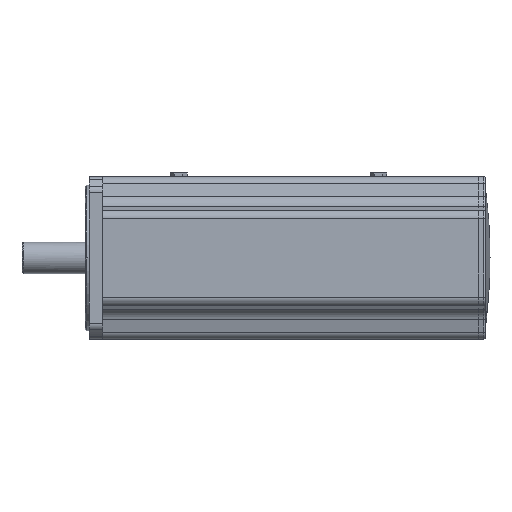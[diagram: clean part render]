
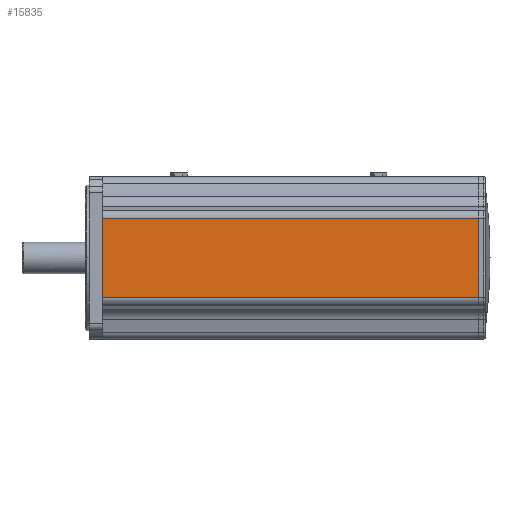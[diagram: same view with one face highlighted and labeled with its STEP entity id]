
A CAD part, front view. The second image highlights one B-rep face of the part: STEP entity #15835.
In plain terms, the highlighted planar face has unit normal (0, -1, 0).
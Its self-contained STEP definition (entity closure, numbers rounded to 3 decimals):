
#15200=DIRECTION('',(-1.,0.,0.));
#15201=VECTOR('',#15200,336.);
#15202=CARTESIAN_POINT('',(408.,-72.5,-34.941));
#15203=LINE('',#15202,#15201);
#15204=DIRECTION('',(0.,0.,1.));
#15205=VECTOR('',#15204,69.883);
#15206=CARTESIAN_POINT('',(72.,-72.5,-34.941));
#15207=LINE('',#15206,#15205);
#15208=DIRECTION('',(-1.,0.,0.));
#15209=VECTOR('',#15208,336.);
#15210=CARTESIAN_POINT('',(408.,-72.5,34.941));
#15211=LINE('',#15210,#15209);
#15212=DIRECTION('',(0.,0.,-1.));
#15213=VECTOR('',#15212,69.883);
#15214=CARTESIAN_POINT('',(408.,-72.5,34.941));
#15215=LINE('',#15214,#15213);
#15485=CARTESIAN_POINT('',(72.,-72.5,-34.941));
#15487=VERTEX_POINT('',#15485);
#15488=CARTESIAN_POINT('',(408.,-72.5,-34.941));
#15489=VERTEX_POINT('',#15488);
#15492=CARTESIAN_POINT('',(72.,-72.5,34.941));
#15494=VERTEX_POINT('',#15492);
#15498=CARTESIAN_POINT('',(408.,-72.5,34.941));
#15499=VERTEX_POINT('',#15498);
#15821=CARTESIAN_POINT('',(72.,-72.5,41.08));
#15822=DIRECTION('',(0.,-1.,0.));
#15823=DIRECTION('',(0.,0.,-1.));
#15824=AXIS2_PLACEMENT_3D('',#15821,#15822,#15823);
#15825=PLANE('',#15824);
#15827=ORIENTED_EDGE('',*,*,#15826,.T.);
#15829=ORIENTED_EDGE('',*,*,#15828,.T.);
#15830=ORIENTED_EDGE('',*,*,#15816,.F.);
#15832=ORIENTED_EDGE('',*,*,#15831,.T.);
#15833=EDGE_LOOP('',(#15827,#15829,#15830,#15832));
#15834=FACE_OUTER_BOUND('',#15833,.F.);
#15835=ADVANCED_FACE('',(#15834),#15825,.T.);
#15816=EDGE_CURVE('',#15499,#15494,#15211,.T.);
#15826=EDGE_CURVE('',#15489,#15487,#15203,.T.);
#15828=EDGE_CURVE('',#15487,#15494,#15207,.T.);
#15831=EDGE_CURVE('',#15499,#15489,#15215,.T.);
